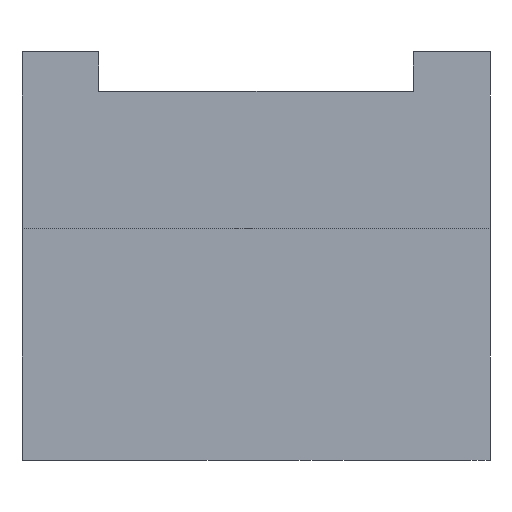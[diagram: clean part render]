
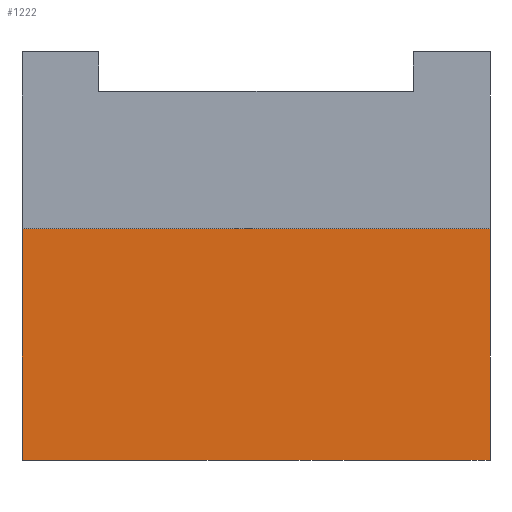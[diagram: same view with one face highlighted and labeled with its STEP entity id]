
A CAD part, front view. The second image highlights one B-rep face of the part: STEP entity #1222.
In plain terms, the highlighted planar face has unit normal (0, -1, 0).
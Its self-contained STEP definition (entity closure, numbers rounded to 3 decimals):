
#86 = DIRECTION ( 'NONE',  ( 0., 0., 1. ) ) ;
#93 = LINE ( 'NONE', #592, #972 ) ;
#160 = VECTOR ( 'NONE', #1082, 1000. ) ;
#182 = CARTESIAN_POINT ( 'NONE',  ( -10.7, 1., -14. ) ) ;
#191 = CARTESIAN_POINT ( 'NONE',  ( 28.3, 1., -14. ) ) ;
#204 = ORIENTED_EDGE ( 'NONE', *, *, #1171, .T. ) ;
#270 = CARTESIAN_POINT ( 'NONE',  ( -10.7, 1., 0. ) ) ;
#283 = FACE_OUTER_BOUND ( 'NONE', #1063, .T. ) ;
#290 = LINE ( 'NONE', #471, #160 ) ;
#360 = CARTESIAN_POINT ( 'NONE',  ( 0., 1., -14. ) ) ;
#385 = DIRECTION ( 'NONE',  ( 0., 1., 0. ) ) ;
#394 = VECTOR ( 'NONE', #548, 1000. ) ;
#405 = EDGE_CURVE ( 'NONE', #637, #1080, #753, .T. ) ;
#471 = CARTESIAN_POINT ( 'NONE',  ( 0., 1., 0. ) ) ;
#477 = CARTESIAN_POINT ( 'NONE',  ( -10.7, 1., 0. ) ) ;
#510 = AXIS2_PLACEMENT_3D ( 'NONE', #477, #385, #1165 ) ;
#548 = DIRECTION ( 'NONE',  ( 1., 0., 0. ) ) ;
#592 = CARTESIAN_POINT ( 'NONE',  ( 28.3, 1., 0. ) ) ;
#637 = VERTEX_POINT ( 'NONE', #646 ) ;
#646 = CARTESIAN_POINT ( 'NONE',  ( 0., 1., 0. ) ) ;
#654 = LINE ( 'NONE', #182, #394 ) ;
#660 = CARTESIAN_POINT ( 'NONE',  ( 28.3, 1., 0. ) ) ;
#709 = EDGE_CURVE ( 'NONE', #637, #1053, #290, .T. ) ;
#753 = LINE ( 'NONE', #270, #817 ) ;
#757 = VERTEX_POINT ( 'NONE', #191 ) ;
#817 = VECTOR ( 'NONE', #1241, 1000. ) ;
#826 = ORIENTED_EDGE ( 'NONE', *, *, #405, .F. ) ;
#968 = ORIENTED_EDGE ( 'NONE', *, *, #1092, .T. ) ;
#972 = VECTOR ( 'NONE', #86, 1000. ) ;
#973 = ORIENTED_EDGE ( 'NONE', *, *, #709, .T. ) ;
#1053 = VERTEX_POINT ( 'NONE', #360 ) ;
#1063 = EDGE_LOOP ( 'NONE', ( #826, #973, #968, #204 ) ) ;
#1080 = VERTEX_POINT ( 'NONE', #660 ) ;
#1082 = DIRECTION ( 'NONE',  ( 0., 0., -1. ) ) ;
#1086 = PLANE ( 'NONE',  #510 ) ;
#1092 = EDGE_CURVE ( 'NONE', #1053, #757, #654, .T. ) ;
#1165 = DIRECTION ( 'NONE',  ( 0., 0., 1. ) ) ;
#1171 = EDGE_CURVE ( 'NONE', #757, #1080, #93, .T. ) ;
#1222 = ADVANCED_FACE ( 'NONE', ( #283 ), #1086, .F. ) ;
#1241 = DIRECTION ( 'NONE',  ( 1., 0., 0. ) ) ;
